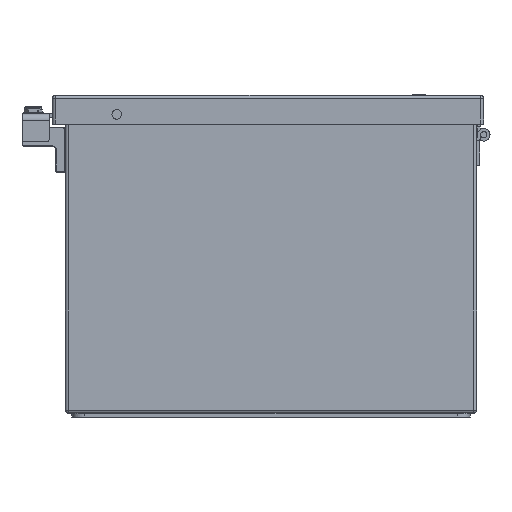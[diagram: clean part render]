
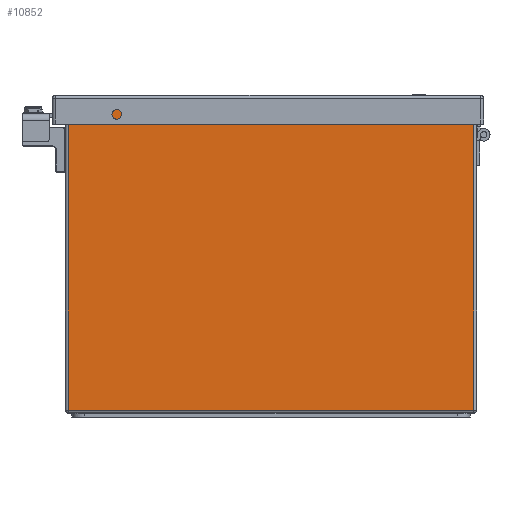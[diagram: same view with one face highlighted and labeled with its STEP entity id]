
A CAD part, left-side view. The second image highlights one B-rep face of the part: STEP entity #10852.
In plain terms, the highlighted planar face has unit normal (-1, 0, 0).
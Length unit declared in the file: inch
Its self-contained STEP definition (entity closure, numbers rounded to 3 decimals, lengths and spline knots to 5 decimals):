
#552 = EDGE_LOOP ( 'NONE', ( #55036, #28771, #55038, #36979 ) ) ;
#605 = LINE ( 'NONE', #9694, #43452 ) ;
#2406 = LINE ( 'NONE', #3265, #8221 ) ;
#3265 = CARTESIAN_POINT ( 'NONE',  ( -0.0002, 8., 5.94 ) ) ;
#5444 = VERTEX_POINT ( 'NONE', #48947 ) ;
#8221 = VECTOR ( 'NONE', #51738, 39.37008 ) ;
#9081 = CARTESIAN_POINT ( 'NONE',  ( -0.0002, 7.94, 0.06 ) ) ;
#9531 = VECTOR ( 'NONE', #38462, 39.37008 ) ;
#9694 = CARTESIAN_POINT ( 'NONE',  ( -0.0002, 0.06, 6. ) ) ;
#10852 = ADVANCED_FACE ( 'NONE', ( #54825 ), #23680, .F. ) ;
#11009 = DIRECTION ( 'NONE',  ( 0., 1., 0. ) ) ;
#13699 = EDGE_CURVE ( 'NONE', #26833, #5444, #605, .T. ) ;
#15155 = DIRECTION ( 'NONE',  ( 0., 0., -1. ) ) ;
#15735 = LINE ( 'NONE', #19571, #27590 ) ;
#17111 = EDGE_CURVE ( 'NONE', #5444, #30556, #2406, .T. ) ;
#19553 = EDGE_CURVE ( 'NONE', #20517, #26833, #34053, .T. ) ;
#19571 = CARTESIAN_POINT ( 'NONE',  ( -0.0002, 7.94, 6. ) ) ;
#20517 = VERTEX_POINT ( 'NONE', #9081 ) ;
#23680 = PLANE ( 'NONE',  #42612 ) ;
#26833 = VERTEX_POINT ( 'NONE', #29797 ) ;
#27262 = CARTESIAN_POINT ( 'NONE',  ( -0.0002, 7.94, 5.94 ) ) ;
#27590 = VECTOR ( 'NONE', #15155, 39.37008 ) ;
#28771 = ORIENTED_EDGE ( 'NONE', *, *, #13699, .T. ) ;
#29507 = CARTESIAN_POINT ( 'NONE',  ( -0.0002, 8., 6. ) ) ;
#29797 = CARTESIAN_POINT ( 'NONE',  ( -0.0002, 0.06, 0.06 ) ) ;
#30556 = VERTEX_POINT ( 'NONE', #27262 ) ;
#31589 = EDGE_CURVE ( 'NONE', #30556, #20517, #15735, .T. ) ;
#34053 = LINE ( 'NONE', #55509, #9531 ) ;
#36146 = DIRECTION ( 'NONE',  ( 0., 0., 1. ) ) ;
#36979 = ORIENTED_EDGE ( 'NONE', *, *, #31589, .T. ) ;
#38462 = DIRECTION ( 'NONE',  ( 0., -1., 0. ) ) ;
#42612 = AXIS2_PLACEMENT_3D ( 'NONE', #29507, #55696, #11009 ) ;
#43452 = VECTOR ( 'NONE', #36146, 39.37008 ) ;
#48947 = CARTESIAN_POINT ( 'NONE',  ( -0.0002, 0.06, 5.94 ) ) ;
#51738 = DIRECTION ( 'NONE',  ( 0., 1., 0. ) ) ;
#54825 = FACE_OUTER_BOUND ( 'NONE', #552, .T. ) ;
#55036 = ORIENTED_EDGE ( 'NONE', *, *, #19553, .T. ) ;
#55038 = ORIENTED_EDGE ( 'NONE', *, *, #17111, .T. ) ;
#55509 = CARTESIAN_POINT ( 'NONE',  ( -0.0002, 8., 0.06 ) ) ;
#55696 = DIRECTION ( 'NONE',  ( 1., 0., 0. ) ) ;
